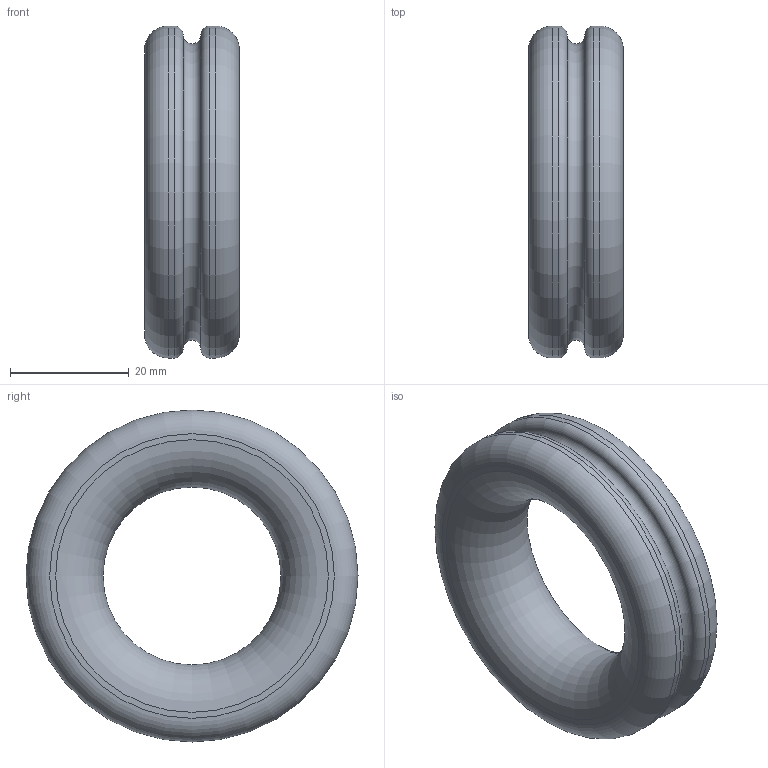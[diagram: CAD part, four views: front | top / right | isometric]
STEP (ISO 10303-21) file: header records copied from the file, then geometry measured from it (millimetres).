
FILE_DESCRIPTION(/* description */ (''),/* implementation_level */ '2;1');
FILE_NAME(/* name */ 'R30.56.stp',/* time_stamp */ '2019-01-18T14:15:39+01:00',/* author */ ('gianni'),/* organization */ (''),/* preprocessor_version */ 'ST-DEVELOPER v16.5',/* originating_system */ 'Autodesk Inventor 2017',/* authorisation */ '');
FILE_SCHEMA (('AUTOMOTIVE_DESIGN { 1 0 10303 214 3 1 1 }'));
Length unit declared in the file: millimetre
Products named in the file (1): Ring cordino D56
Bounding box: 16 x 56 x 56 mm (x, y, z)
Volume: 22518.8 mm3; surface area: 7140.2 mm2
Topology: 1 solids, 1 shells, 10 faces, 18 edges, 10 vertices
Faces by surface type: torus 6, plane 2, cylinder 2
Full cylindrical faces by diameter (mm): 56 x2
Entity records: 238 total; most frequent: DIRECTION 42, CARTESIAN_POINT 31, AXIS2_PLACEMENT_3D 21, EDGE_LOOP 20, ORIENTED_EDGE 20, FACE_BOUND 10, FACE_OUTER_BOUND 10, CIRCLE 10
